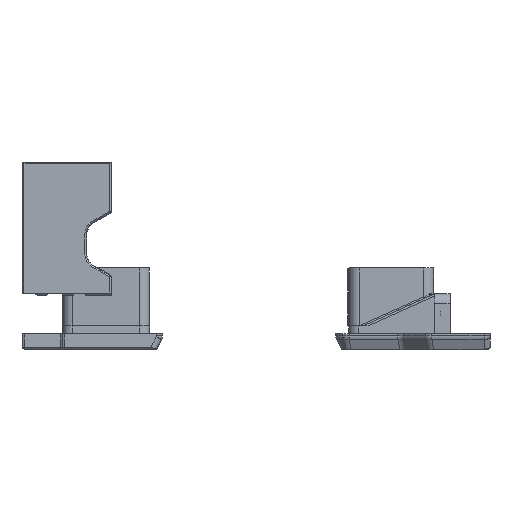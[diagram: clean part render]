
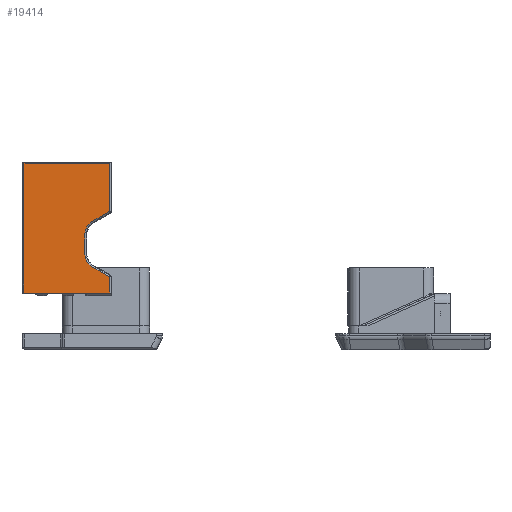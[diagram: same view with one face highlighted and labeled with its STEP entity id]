
A CAD part, left-side view. The second image highlights one B-rep face of the part: STEP entity #19414.
In plain terms, the highlighted planar face has unit normal (-1, 0, 0).
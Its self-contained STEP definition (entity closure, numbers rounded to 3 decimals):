
#1157=PLANE('',#21590);
#2279=FACE_OUTER_BOUND('',#3489,.T.);
#3489=EDGE_LOOP('',(#17924,#17925,#17926,#17927,#17928,#17929,#17930,#17931,
#17932,#17933,#17934,#17935));
#4979=LINE('',#34549,#6664);
#4983=LINE('',#34557,#6668);
#4986=LINE('',#34563,#6671);
#4990=LINE('',#34571,#6675);
#5164=LINE('',#35946,#6849);
#5167=LINE('',#35954,#6852);
#5170=LINE('',#35962,#6855);
#5173=LINE('',#35970,#6858);
#6664=VECTOR('',#26632,10.);
#6668=VECTOR('',#26638,10.);
#6671=VECTOR('',#26643,10.);
#6675=VECTOR('',#26649,10.);
#6849=VECTOR('',#27451,10.);
#6852=VECTOR('',#27460,10.);
#6855=VECTOR('',#27469,10.);
#6858=VECTOR('',#27478,10.);
#7750=CIRCLE('',#21580,1.);
#7751=CIRCLE('',#21583,8.);
#7752=CIRCLE('',#21586,8.);
#7753=CIRCLE('',#21589,1.);
#9271=VERTEX_POINT('',#34545);
#9272=VERTEX_POINT('',#34547);
#9275=VERTEX_POINT('',#34555);
#9277=VERTEX_POINT('',#34561);
#9280=VERTEX_POINT('',#34569);
#9473=VERTEX_POINT('',#35945);
#9474=VERTEX_POINT('',#35949);
#9475=VERTEX_POINT('',#35953);
#9476=VERTEX_POINT('',#35957);
#9477=VERTEX_POINT('',#35961);
#9478=VERTEX_POINT('',#35965);
#9479=VERTEX_POINT('',#35969);
#11918=EDGE_CURVE('',#9272,#9271,#4979,.T.);
#11922=EDGE_CURVE('',#9272,#9275,#4983,.T.);
#11925=EDGE_CURVE('',#9277,#9275,#4986,.T.);
#11929=EDGE_CURVE('',#9280,#9277,#4990,.T.);
#12284=EDGE_CURVE('',#9271,#9473,#5164,.T.);
#12286=EDGE_CURVE('',#9473,#9474,#7750,.T.);
#12288=EDGE_CURVE('',#9474,#9475,#5167,.T.);
#12290=EDGE_CURVE('',#9475,#9476,#7751,.T.);
#12292=EDGE_CURVE('',#9476,#9477,#5170,.T.);
#12294=EDGE_CURVE('',#9477,#9478,#7752,.T.);
#12296=EDGE_CURVE('',#9478,#9479,#5173,.T.);
#12298=EDGE_CURVE('',#9479,#9280,#7753,.T.);
#17924=ORIENTED_EDGE('',*,*,#11918,.F.);
#17925=ORIENTED_EDGE('',*,*,#11922,.T.);
#17926=ORIENTED_EDGE('',*,*,#11925,.F.);
#17927=ORIENTED_EDGE('',*,*,#11929,.F.);
#17928=ORIENTED_EDGE('',*,*,#12298,.F.);
#17929=ORIENTED_EDGE('',*,*,#12296,.F.);
#17930=ORIENTED_EDGE('',*,*,#12294,.F.);
#17931=ORIENTED_EDGE('',*,*,#12292,.F.);
#17932=ORIENTED_EDGE('',*,*,#12290,.F.);
#17933=ORIENTED_EDGE('',*,*,#12288,.F.);
#17934=ORIENTED_EDGE('',*,*,#12286,.F.);
#17935=ORIENTED_EDGE('',*,*,#12284,.F.);
#19414=ADVANCED_FACE('',(#2279),#1157,.T.);
#21580=AXIS2_PLACEMENT_3D('',#35950,#27455,#27456);
#21583=AXIS2_PLACEMENT_3D('',#35958,#27464,#27465);
#21586=AXIS2_PLACEMENT_3D('',#35966,#27473,#27474);
#21589=AXIS2_PLACEMENT_3D('',#35973,#27482,#27483);
#21590=AXIS2_PLACEMENT_3D('',#35974,#27484,#27485);
#26632=DIRECTION('',(0.,1.,0.));
#26638=DIRECTION('',(0.,0.,1.));
#26643=DIRECTION('',(0.,-1.,0.));
#26649=DIRECTION('',(0.,0.,1.));
#27451=DIRECTION('',(0.,0.,1.));
#27455=DIRECTION('center_axis',(1.,0.,0.));
#27456=DIRECTION('ref_axis',(0.,0.5,0.866));
#27460=DIRECTION('',(0.,-0.866,0.5));
#27464=DIRECTION('center_axis',(-1.,0.,0.));
#27465=DIRECTION('ref_axis',(0.,-0.5,-0.866));
#27469=DIRECTION('',(0.,0.,1.));
#27473=DIRECTION('center_axis',(-1.,0.,0.));
#27474=DIRECTION('ref_axis',(0.,-1.,0.));
#27478=DIRECTION('',(0.,0.866,0.5));
#27482=DIRECTION('center_axis',(1.,0.,0.));
#27483=DIRECTION('ref_axis',(0.,1.,0.));
#27484=DIRECTION('center_axis',(-1.,0.,0.));
#27485=DIRECTION('ref_axis',(0.,-1.,0.));
#34545=CARTESIAN_POINT('',(-120.274,115.539,46.349));
#34547=CARTESIAN_POINT('',(-120.274,72.539,46.349));
#34549=CARTESIAN_POINT('',(-120.274,86.539,46.349));
#34555=CARTESIAN_POINT('',(-120.274,72.539,111.549));
#34557=CARTESIAN_POINT('',(-120.274,72.539,45.949));
#34561=CARTESIAN_POINT('',(-120.274,115.539,111.549));
#34563=CARTESIAN_POINT('',(-120.274,86.539,111.549));
#34569=CARTESIAN_POINT('',(-120.274,115.539,104.026));
#34571=CARTESIAN_POINT('',(-120.274,115.539,45.949));
#35945=CARTESIAN_POINT('',(-120.274,115.539,69.962));
#35946=CARTESIAN_POINT('',(-120.274,115.539,45.949));
#35949=CARTESIAN_POINT('',(-120.274,115.039,70.828));
#35950=CARTESIAN_POINT('Origin',(-120.274,114.539,69.962));
#35953=CARTESIAN_POINT('',(-120.274,107.039,75.447));
#35954=CARTESIAN_POINT('',(-120.274,107.613,75.116));
#35957=CARTESIAN_POINT('',(-120.274,103.039,82.375));
#35958=CARTESIAN_POINT('Origin',(-120.274,111.039,82.375));
#35961=CARTESIAN_POINT('',(-120.274,103.039,91.613));
#35962=CARTESIAN_POINT('',(-120.274,103.039,68.781));
#35965=CARTESIAN_POINT('',(-120.274,107.039,98.541));
#35966=CARTESIAN_POINT('Origin',(-120.274,111.039,91.613));
#35969=CARTESIAN_POINT('',(-120.274,115.039,103.16));
#35970=CARTESIAN_POINT('',(-120.274,93.84,90.921));
#35973=CARTESIAN_POINT('Origin',(-120.274,114.539,104.026));
#35974=CARTESIAN_POINT('Origin',(-120.274,91.539,45.949));
